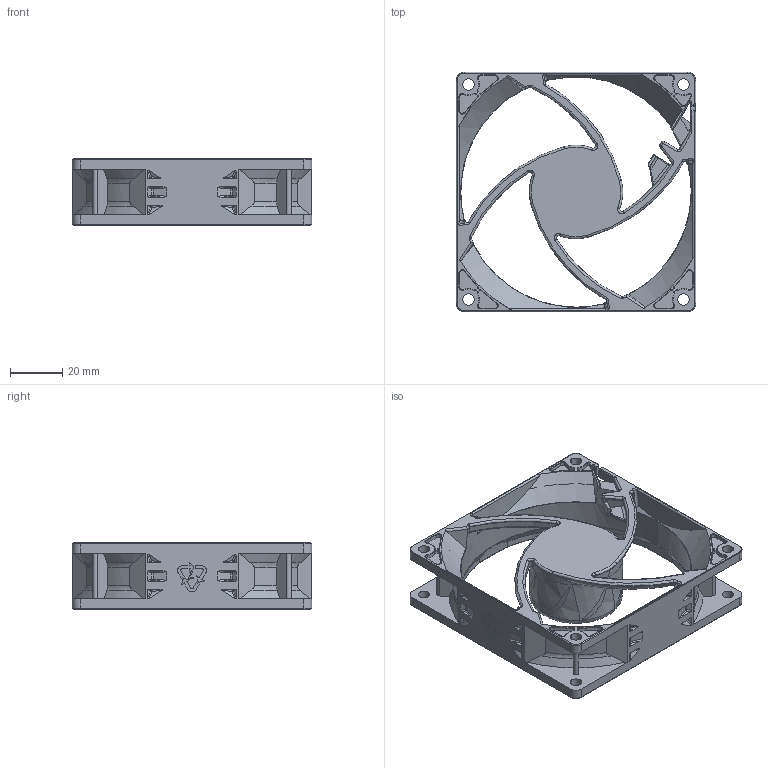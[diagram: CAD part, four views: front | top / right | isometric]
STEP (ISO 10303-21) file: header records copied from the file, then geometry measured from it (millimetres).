
FILE_DESCRIPTION (( 'STEP AP203' ), '1' );
FILE_NAME ('OD9225-XE_m0_frame.stp', '2023-05-30T16:58:49', ( '' ), ( '' ), 'SwSTEP 2.0', 'SolidWorks 2018', '' );
FILE_SCHEMA (( 'CONFIG_CONTROL_DESIGN' ));
Products named in the file (1): OD9225-XE_m0_frame
Bounding box: 92 x 92 x 25.4 mm (x, y, z)
Volume: 48854.4 mm3; surface area: 32093 mm2
Topology: 1 solids, 1 shells, 1050 faces, 2592 edges, 1602 vertices
Faces by surface type: plane 296, cylinder 263, torus 168, cone 153, bspline 127, sphere 43
Entity records: 48564 total; most frequent: CARTESIAN_POINT 28456, ORIENTED_EDGE 5166, EDGE_CURVE 2583, DIRECTION 2471, B_SPLINE_CURVE_WITH_KNOTS 2126, VERTEX_POINT 1602, EDGE_LOOP 1141, AXIS2_PLACEMENT_3D 1114
